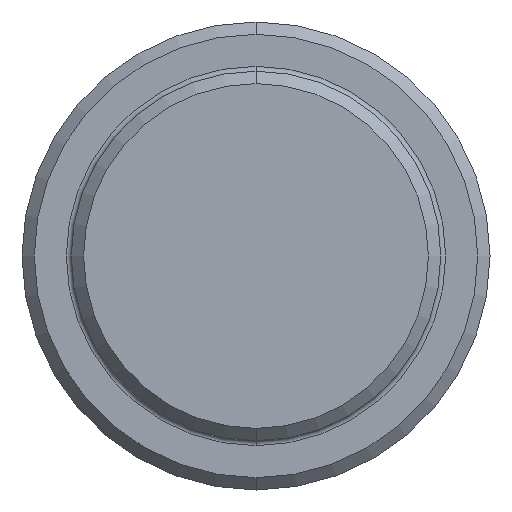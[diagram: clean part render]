
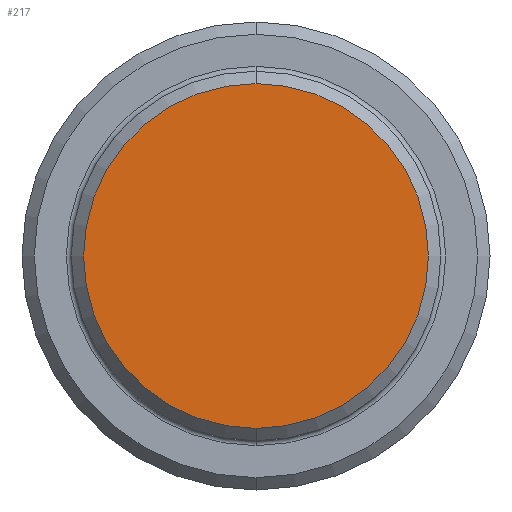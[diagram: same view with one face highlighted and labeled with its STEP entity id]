
A CAD part, front view. The second image highlights one B-rep face of the part: STEP entity #217.
In plain terms, the highlighted planar face has unit normal (0, -1, 0).
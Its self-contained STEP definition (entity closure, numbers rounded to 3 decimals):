
#12 = CARTESIAN_POINT ( 'NONE',  ( 0., -40., -7. ) ) ;
#44 = EDGE_CURVE ( 'NONE', #129, #458, #132, .T. ) ;
#80 = DIRECTION ( 'NONE',  ( 0., 0., 1. ) ) ;
#83 = ORIENTED_EDGE ( 'NONE', *, *, #1019, .T. ) ;
#115 = DIRECTION ( 'NONE',  ( 0., -1., 0. ) ) ;
#129 = VERTEX_POINT ( 'NONE', #12 ) ;
#132 = CIRCLE ( 'NONE', #455, 7. ) ;
#147 = CARTESIAN_POINT ( 'NONE',  ( 0., -40., 0. ) ) ;
#217 = ADVANCED_FACE ( 'NONE', ( #352 ), #467, .F. ) ;
#352 = FACE_OUTER_BOUND ( 'NONE', #395, .T. ) ;
#357 = ORIENTED_EDGE ( 'NONE', *, *, #44, .T. ) ;
#395 = EDGE_LOOP ( 'NONE', ( #83, #357 ) ) ;
#428 = CARTESIAN_POINT ( 'NONE',  ( 0., -40., 7. ) ) ;
#455 = AXIS2_PLACEMENT_3D ( 'NONE', #760, #115, #908 ) ;
#458 = VERTEX_POINT ( 'NONE', #428 ) ;
#467 = PLANE ( 'NONE',  #851 ) ;
#468 = DIRECTION ( 'NONE',  ( 0., -1., 0. ) ) ;
#522 = CARTESIAN_POINT ( 'NONE',  ( 0., -40., 0. ) ) ;
#665 = CIRCLE ( 'NONE', #873, 7. ) ;
#760 = CARTESIAN_POINT ( 'NONE',  ( 0., -40., 0. ) ) ;
#851 = AXIS2_PLACEMENT_3D ( 'NONE', #522, #858, #875 ) ;
#858 = DIRECTION ( 'NONE',  ( 0., 1., 0. ) ) ;
#873 = AXIS2_PLACEMENT_3D ( 'NONE', #147, #468, #80 ) ;
#875 = DIRECTION ( 'NONE',  ( 0., 0., 1. ) ) ;
#908 = DIRECTION ( 'NONE',  ( 0., 0., 1. ) ) ;
#1019 = EDGE_CURVE ( 'NONE', #458, #129, #665, .T. ) ;
